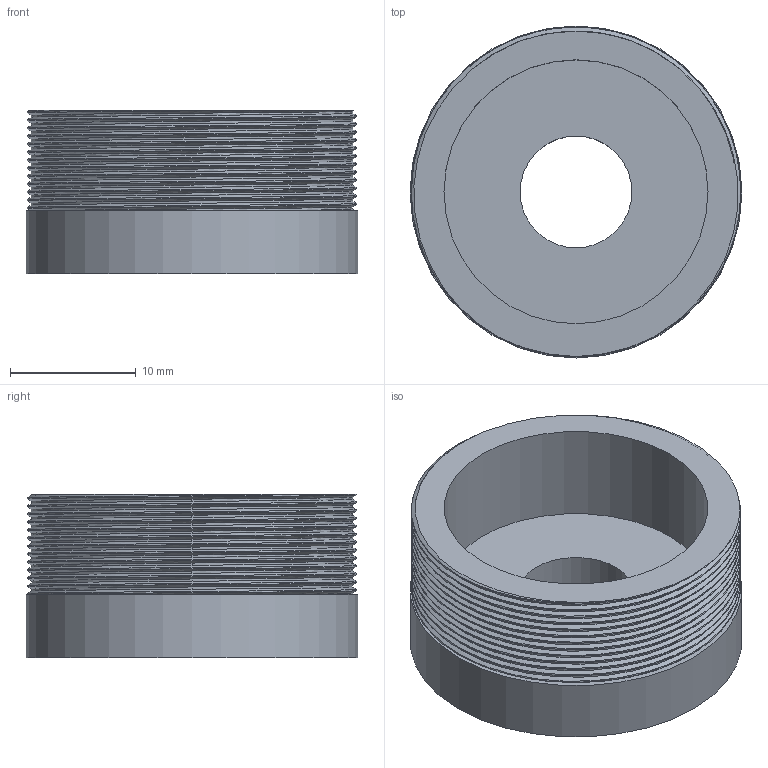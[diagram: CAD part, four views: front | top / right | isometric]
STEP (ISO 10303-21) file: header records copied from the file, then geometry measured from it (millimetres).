
FILE_DESCRIPTION(/* description */ (''),/* implementation_level */ '2;1');
FILE_NAME(/* name */ '988b69da-84aa-4a2a-9698-9b6a21b33bf7.stp',/* time_stamp */ '2023-08-25T20:42:35Z',/* author */ (''),/* organization */ (''),/* preprocessor_version */ 'ST-DEVELOPER v20',/* originating_system */ 'Autodesk Translation Framework v12.14.0.127',/* authorisation */ '');
FILE_SCHEMA (('AUTOMOTIVE_DESIGN { 1 0 10303 214 3 1 1 }'));
Length unit declared in the file: millimetre
Products named in the file (1): Powell_mount_v3
Bounding box: 26.4 x 26.4 x 13 mm (x, y, z)
Volume: 3852.5 mm3; surface area: 3070.3 mm2
Topology: 1 solids, 1 shells, 36 faces, 96 edges, 64 vertices
Faces by surface type: cylinder 30, plane 4, bspline 2
Full cylindrical faces by diameter (mm): 8.9 x1, 21 x1, 25.573 x11, 26.195 x12, 26.4 x1
Entity records: 4189 total; most frequent: CARTESIAN_POINT 3361, ORIENTED_EDGE 192, DIRECTION 118, EDGE_CURVE 96, VERTEX_POINT 64, B_SPLINE_CURVE_WITH_KNOTS 58, AXIS2_PLACEMENT_3D 45, EDGE_LOOP 40
